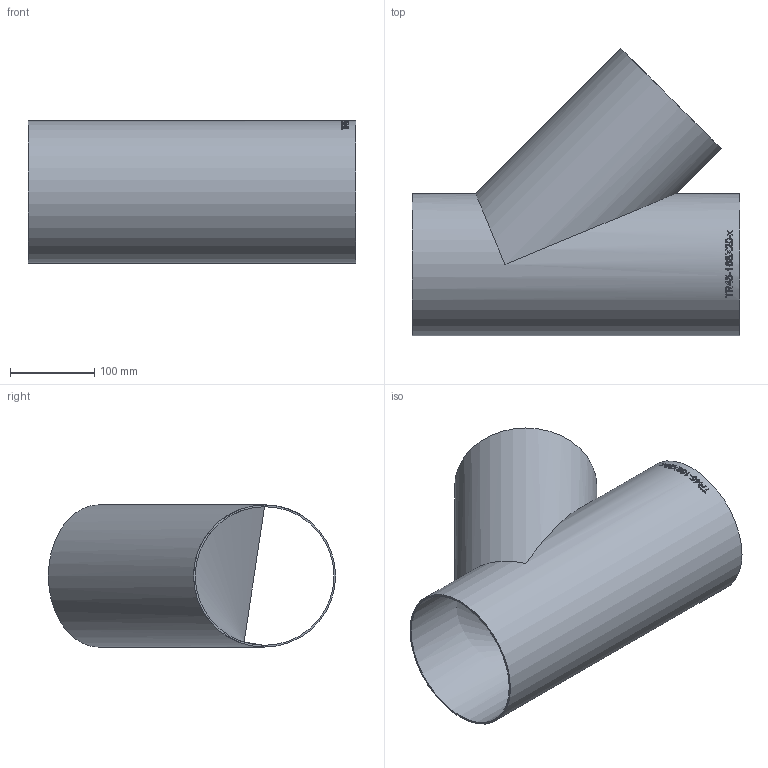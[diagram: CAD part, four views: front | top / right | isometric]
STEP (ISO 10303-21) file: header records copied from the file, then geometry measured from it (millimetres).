
FILE_DESCRIPTION (( 'STEP AP214' ), '1' );
FILE_NAME ('TR45-168X20-x T-Stück 45°geschweisst Ø168,3 L388 1911.STEP', '2019-11-14T09:59:56', ( '' ), ( '' ), 'SwSTEP 2.0', 'SolidWorks 2016', '' );
FILE_SCHEMA (( 'AUTOMOTIVE_DESIGN' ));
Length unit declared in the file: millimetre
Products named in the file (1): TR45-168X20-x T-Stück 45°geschweisst Ø168,3 L388  1911
Bounding box: 388 x 340.34 x 168.3 mm (x, y, z)
Volume: 539613.6 mm3; surface area: 542746.2 mm2
Topology: 1 solids, 1 shells, 185 faces, 498 edges, 332 vertices
Faces by surface type: bspline 102, plane 59, cylinder 24
Full cylindrical faces by diameter (mm): 164.3 x2, 168.3 x2
Entity records: 24934 total; most frequent: CARTESIAN_POINT 19328, ORIENTED_EDGE 968, EDGE_CURVE 484, DIRECTION 397, VERTEX_POINT 326, B_SPLINE_CURVE_WITH_KNOTS 323, EDGE_LOOP 212, FACE_OUTER_BOUND 188
